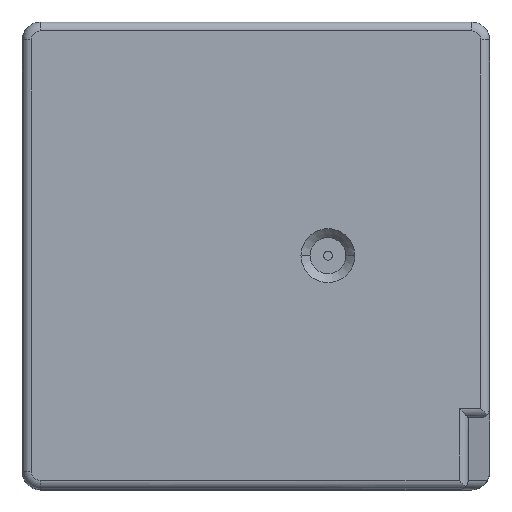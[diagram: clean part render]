
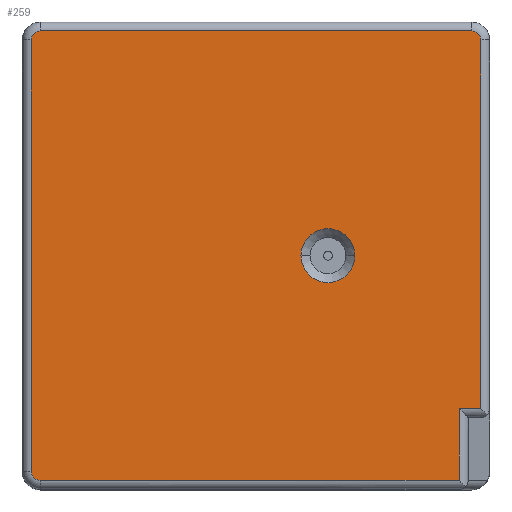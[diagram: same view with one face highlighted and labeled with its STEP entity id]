
A CAD part, top view. The second image highlights one B-rep face of the part: STEP entity #259.
In plain terms, the highlighted planar face has unit normal (0, 0, 1).
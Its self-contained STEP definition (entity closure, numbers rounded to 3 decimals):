
#259=ADVANCED_FACE('',(#728,#729),#730,.F.);
#728=FACE_OUTER_BOUND('',#1310,.T.);
#729=FACE_BOUND('',#1311,.T.);
#730=PLANE('',#1312);
#1310=EDGE_LOOP('',(#2954,#2955,#2956,#2957,#2958,#2959,#2960,#2961,#2962));
#1311=EDGE_LOOP('',(#2963,#2964));
#1312=AXIS2_PLACEMENT_3D('',#2965,#2966,#2967);
#2954=ORIENTED_EDGE('',*,*,#4345,.T.);
#2955=ORIENTED_EDGE('',*,*,#4346,.T.);
#2956=ORIENTED_EDGE('',*,*,#4347,.T.);
#2957=ORIENTED_EDGE('',*,*,#4348,.T.);
#2958=ORIENTED_EDGE('',*,*,#4349,.T.);
#2959=ORIENTED_EDGE('',*,*,#4350,.T.);
#2960=ORIENTED_EDGE('',*,*,#4351,.T.);
#2961=ORIENTED_EDGE('',*,*,#4352,.T.);
#2962=ORIENTED_EDGE('',*,*,#4353,.T.);
#2963=ORIENTED_EDGE('',*,*,#4354,.T.);
#2964=ORIENTED_EDGE('',*,*,#4196,.T.);
#2965=CARTESIAN_POINT('',(-13.0,13.0,21.5));
#2966=DIRECTION('',(0.0,0.0,-1.0));
#2967=DIRECTION('',(0.0,-1.0,0.0));
#4196=EDGE_CURVE('',#5173,#5170,#5174,.T.);
#4345=EDGE_CURVE('',#5439,#5440,#5441,.T.);
#4346=EDGE_CURVE('',#5440,#5442,#5443,.T.);
#4347=EDGE_CURVE('',#5442,#5444,#5445,.T.);
#4348=EDGE_CURVE('',#5444,#5446,#5447,.T.);
#4349=EDGE_CURVE('',#5446,#5448,#5449,.T.);
#4350=EDGE_CURVE('',#5448,#5450,#5451,.T.);
#4351=EDGE_CURVE('',#5450,#5452,#5453,.T.);
#4352=EDGE_CURVE('',#5452,#5454,#5455,.T.);
#4353=EDGE_CURVE('',#5454,#5439,#5456,.T.);
#4354=EDGE_CURVE('',#5170,#5173,#5457,.T.);
#5170=VERTEX_POINT('',#6700);
#5173=VERTEX_POINT('',#6704);
#5174=CIRCLE('',#6705,1.5);
#5439=VERTEX_POINT('',#7095);
#5440=VERTEX_POINT('',#7096);
#5441=LINE('',#7097,#7098);
#5442=VERTEX_POINT('',#7099);
#5443=LINE('',#7100,#7101);
#5444=VERTEX_POINT('',#7102);
#5445=CIRCLE('',#7103,0.5);
#5446=VERTEX_POINT('',#7104);
#5447=LINE('',#7105,#7106);
#5448=VERTEX_POINT('',#7107);
#5449=CIRCLE('',#7108,0.5);
#5450=VERTEX_POINT('',#7109);
#5451=LINE('',#7110,#7111);
#5452=VERTEX_POINT('',#7112);
#5453=CIRCLE('',#7113,0.5);
#5454=VERTEX_POINT('',#7114);
#5455=LINE('',#7115,#7116);
#5456=LINE('',#7117,#7118);
#5457=CIRCLE('',#7119,1.5);
#6700=CARTESIAN_POINT('',(2.5,0.,21.5));
#6704=CARTESIAN_POINT('',(5.5,0.,21.5));
#6705=AXIS2_PLACEMENT_3D('',#8104,#8105,#8106);
#7095=CARTESIAN_POINT('',(11.3,-8.5,21.5));
#7096=CARTESIAN_POINT('',(12.5,-8.5,21.5));
#7097=CARTESIAN_POINT('',(13.0,-8.5,21.5));
#7098=VECTOR('',#8301,1.0);
#7099=CARTESIAN_POINT('',(12.5,12.0,21.5));
#7100=CARTESIAN_POINT('',(12.5,12.0,21.5));
#7101=VECTOR('',#8302,1.0);
#7102=CARTESIAN_POINT('',(12.0,12.5,21.5));
#7103=AXIS2_PLACEMENT_3D('',#8303,#8304,#8305);
#7104=CARTESIAN_POINT('',(-12.0,12.5,21.5));
#7105=CARTESIAN_POINT('',(-12.0,12.5,21.5));
#7106=VECTOR('',#8306,1.0);
#7107=CARTESIAN_POINT('',(-12.5,12.0,21.5));
#7108=AXIS2_PLACEMENT_3D('',#8307,#8308,#8309);
#7109=CARTESIAN_POINT('',(-12.5,-12.0,21.5));
#7110=CARTESIAN_POINT('',(-12.5,-12.0,21.5));
#7111=VECTOR('',#8310,1.0);
#7112=CARTESIAN_POINT('',(-12.0,-12.5,21.5));
#7113=AXIS2_PLACEMENT_3D('',#8311,#8312,#8313);
#7114=CARTESIAN_POINT('',(11.3,-12.5,21.5));
#7115=CARTESIAN_POINT('',(11.8,-12.5,21.5));
#7116=VECTOR('',#8314,1.0);
#7117=CARTESIAN_POINT('',(11.3,-9.0,21.5));
#7118=VECTOR('',#8315,1.0);
#7119=AXIS2_PLACEMENT_3D('',#8316,#8317,#8318);
#8104=CARTESIAN_POINT('',(4.0,0.,21.5));
#8105=DIRECTION('',(0.0,0.0,-1.0));
#8106=DIRECTION('',(-1.0,0.0,0.0));
#8301=DIRECTION('',(1.0,0.0,0.0));
#8302=DIRECTION('',(0.,1.0,0.0));
#8303=CARTESIAN_POINT('',(12.0,12.0,21.5));
#8304=DIRECTION('',(0.0,0.0,1.0));
#8305=DIRECTION('',(-1.0,0.0,0.0));
#8306=DIRECTION('',(-1.0,0.0,0.0));
#8307=CARTESIAN_POINT('',(-12.0,12.0,21.5));
#8308=DIRECTION('',(0.0,0.0,1.0));
#8309=DIRECTION('',(-1.0,0.0,0.0));
#8310=DIRECTION('',(0.0,-1.0,0.0));
#8311=CARTESIAN_POINT('',(-12.0,-12.0,21.5));
#8312=DIRECTION('',(0.0,0.0,1.0));
#8313=DIRECTION('',(-1.0,0.0,0.0));
#8314=DIRECTION('',(1.0,0.,0.0));
#8315=DIRECTION('',(0.0,1.0,0.0));
#8316=CARTESIAN_POINT('',(4.0,0.,21.5));
#8317=DIRECTION('',(0.0,0.0,-1.0));
#8318=DIRECTION('',(-1.0,0.0,0.0));
